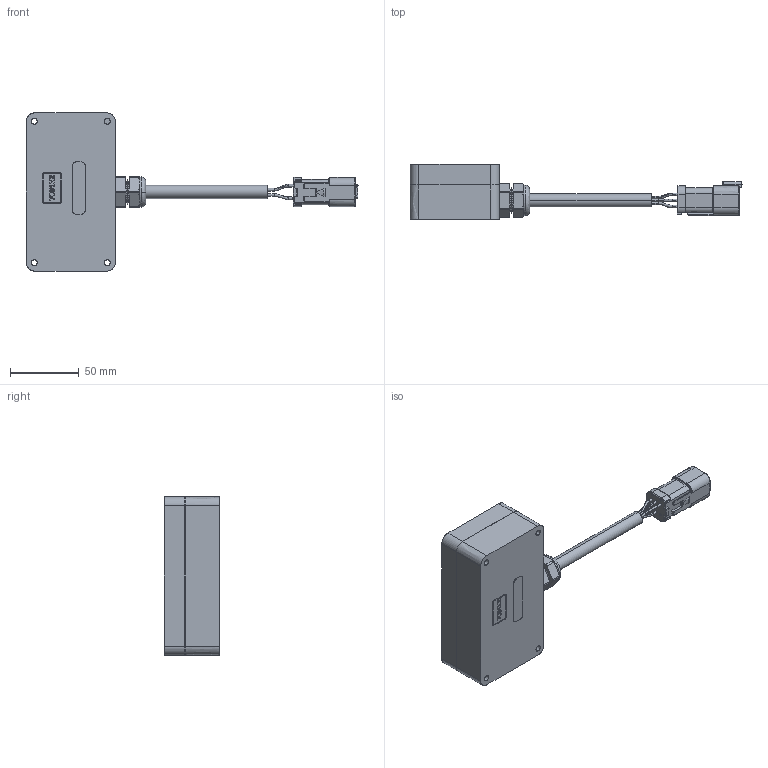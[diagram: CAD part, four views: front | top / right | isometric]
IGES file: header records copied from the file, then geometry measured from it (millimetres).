
Start section: SolidWorks IGES file using analytic representation for surfaces
Global section: file name: 7051X2.IGS; native system: SolidWorks 2019; preprocessor: SolidWorks 2019; author: tmott; date: 191004.091853; units: inch
Bounding box: 241.4 x 40.41 x 115.01 mm (x, y, z)
Surface area: 42350.7 mm2 (no closed solid volume)
Topology: 0 solids, 0 shells, 646 faces, 6024 edges, 6024 vertices
Faces by surface type: bspline 530, revolution 116
